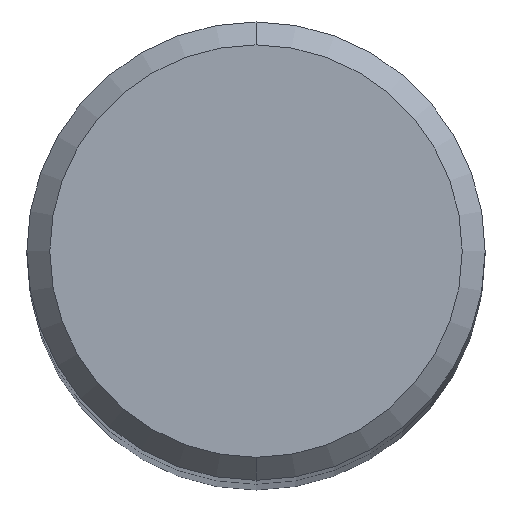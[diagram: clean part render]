
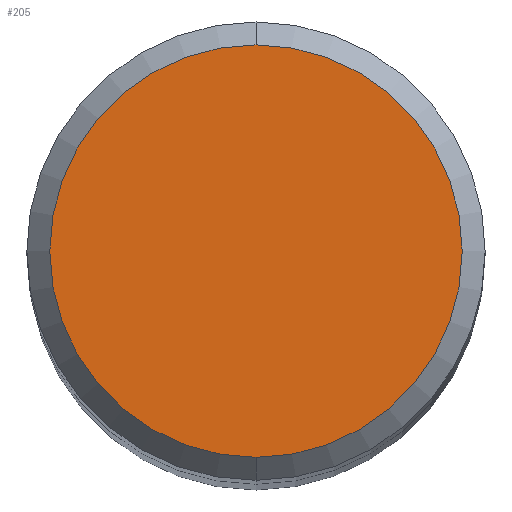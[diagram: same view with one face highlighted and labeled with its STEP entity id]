
A CAD part, top view. The second image highlights one B-rep face of the part: STEP entity #205.
In plain terms, the highlighted planar face has unit normal (0, 0, 1).
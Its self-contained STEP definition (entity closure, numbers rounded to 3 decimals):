
#171=EDGE_CURVE('',#329,#331,#463,.T.);
#205=ADVANCED_FACE('',(#497),#498,.T.);
#329=VERTEX_POINT('',#637);
#331=VERTEX_POINT('',#639);
#429=EDGE_CURVE('',#331,#329,#747,.T.);
#463=CIRCLE('',#775,3.6);
#497=FACE_OUTER_BOUND('',#841,.T.);
#498=PLANE('',#842);
#637=CARTESIAN_POINT('',(0.0,3.6,0.0));
#639=CARTESIAN_POINT('',(0.,-3.6,0.0));
#747=CIRCLE('',#1344,3.6);
#775=AXIS2_PLACEMENT_3D('',#1399,#1400,#1401);
#841=EDGE_LOOP('',(#1414,#1415));
#842=AXIS2_PLACEMENT_3D('',#1416,#1417,#1418);
#1344=AXIS2_PLACEMENT_3D('',#1713,#1714,#1715);
#1399=CARTESIAN_POINT('',(0.0,0.0,0.0));
#1400=DIRECTION('',(0.0,0.0,-1.0));
#1401=DIRECTION('',(0.0,1.0,0.0));
#1414=ORIENTED_EDGE('',*,*,#171,.F.);
#1415=ORIENTED_EDGE('',*,*,#429,.F.);
#1416=CARTESIAN_POINT('',(0.0,1.8,0.0));
#1417=DIRECTION('',(-0.0,0.0,1.0));
#1418=DIRECTION('',(0.0,-1.0,0.0));
#1713=CARTESIAN_POINT('',(0.0,0.0,0.0));
#1714=DIRECTION('',(0.0,0.0,-1.0));
#1715=DIRECTION('',(0.0,1.0,0.0));
